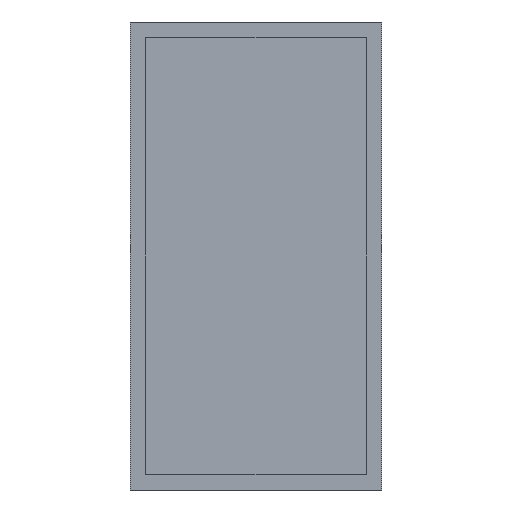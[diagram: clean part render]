
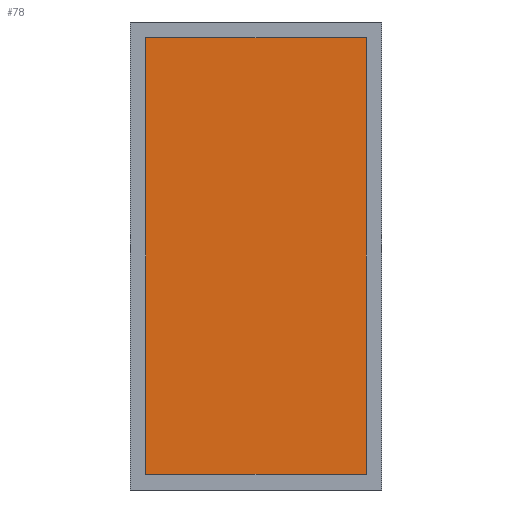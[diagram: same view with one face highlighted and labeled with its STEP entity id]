
A CAD part, front view. The second image highlights one B-rep face of the part: STEP entity #78.
In plain terms, the highlighted planar face has unit normal (0, -1, 0).
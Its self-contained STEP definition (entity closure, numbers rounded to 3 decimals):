
#78=ADVANCED_FACE('',(#114),#115,.T.);
#114=FACE_OUTER_BOUND('',#150,.T.);
#115=PLANE('',#151);
#150=EDGE_LOOP('',(#267,#268,#269,#270));
#151=AXIS2_PLACEMENT_3D('',#271,#272,#273);
#267=ORIENTED_EDGE('',*,*,#311,.T.);
#268=ORIENTED_EDGE('',*,*,#306,.T.);
#269=ORIENTED_EDGE('',*,*,#309,.T.);
#270=ORIENTED_EDGE('',*,*,#302,.F.);
#271=CARTESIAN_POINT('',(0.,291.327,22.327));
#272=DIRECTION('',(0.,-1.0,0.));
#273=DIRECTION('',(0.,0.0,-1.0));
#302=EDGE_CURVE('',#355,#357,#358,.T.);
#306=EDGE_CURVE('',#365,#363,#366,.T.);
#309=EDGE_CURVE('',#363,#357,#369,.T.);
#311=EDGE_CURVE('',#355,#365,#371,.T.);
#355=VERTEX_POINT('',#440);
#357=VERTEX_POINT('',#443);
#358=LINE('',#444,#445);
#363=VERTEX_POINT('',#452);
#365=VERTEX_POINT('',#455);
#366=LINE('',#456,#457);
#369=LINE('',#462,#463);
#371=LINE('',#466,#467);
#440=CARTESIAN_POINT('',(24.0,291.327,-44.662));
#443=CARTESIAN_POINT('',(-24.0,291.327,-44.662));
#444=CARTESIAN_POINT('',(24.0,291.327,-44.662));
#445=VECTOR('',#486,1.0);
#452=CARTESIAN_POINT('',(-24.0,291.327,44.657));
#455=CARTESIAN_POINT('',(24.0,291.327,44.657));
#456=CARTESIAN_POINT('',(24.0,291.327,44.657));
#457=VECTOR('',#490,1.0);
#462=CARTESIAN_POINT('',(-24.0,291.327,44.657));
#463=VECTOR('',#493,1.0);
#466=CARTESIAN_POINT('',(24.0,291.327,-0.003));
#467=VECTOR('',#495,1.0);
#486=DIRECTION('',(-1.0,0.,0.));
#490=DIRECTION('',(-1.0,0.,0.));
#493=DIRECTION('',(0.,0.0,-1.0));
#495=DIRECTION('',(0.,0.0,1.0));
